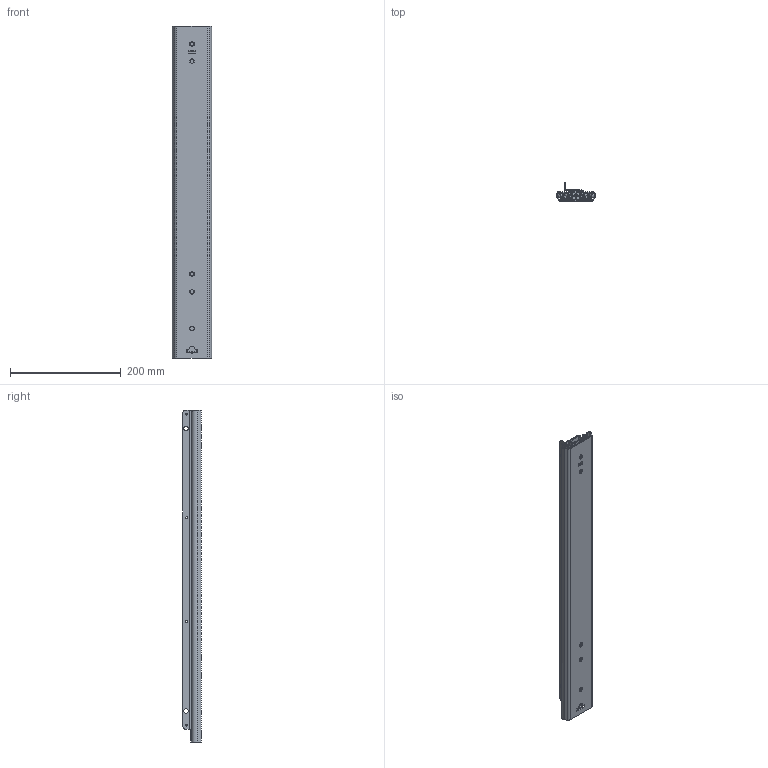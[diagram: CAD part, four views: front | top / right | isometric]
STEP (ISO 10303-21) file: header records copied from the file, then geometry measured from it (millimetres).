
FILE_DESCRIPTION((''),'2;1');
FILE_NAME('101-S07_ASM','2015-05-13T',('w.jans'),(''),'PRO/ENGINEER BY PARAMETRIC TECHNOLOGY CORPORATION, 2003450','PRO/ENGINEER BY PARAMETRIC TECHNOLOGY CORPORATION, 2003450','');
FILE_SCHEMA(('CONFIG_CONTROL_DESIGN'));
Length unit declared in the file: millimetre
Products named in the file (15): 101-S07-SKEL; 511-01-S07-TA1; 511-01-S07-TA1_ASM; 515-4XX-01-S07; 911-073; 515-4XX-01-S07_ASM; 512-01-S07-TA2; 512-01-S07-TA2_ASM; 515-5XX-01-S07; 911-078; 515-5XX-01-S07_ASM; 513-01-S07-TA3; 516-038; 513-01-S07-TA3_ASM; 101-S07_ASM
Assembly tree (68 placements, depth 3):
  101-S07_ASM
    101-S07-SKEL
    511-01-S07-TA1_ASM
      511-01-S07-TA1
    515-4XX-01-S07_ASM
      515-4XX-01-S07
      911-073  x30
    512-01-S07-TA2_ASM
      512-01-S07-TA2
    515-5XX-01-S07_ASM
      515-5XX-01-S07
      911-078  x26
    513-01-S07-TA3_ASM
      513-01-S07-TA3
      516-038
Bounding box: 70.9 x 32.7 x 600 mm (x, y, z)
Volume: 335885.7 mm3; surface area: 413980.7 mm2
Topology: 62 solids, 62 shells, 1274 faces, 3641 edges, 2264 vertices
Faces by surface type: plane 646, cylinder 460, sphere 112, torus 32, cone 24
Entity records: 40121 total; most frequent: CARTESIAN_POINT 8216, DIRECTION 6767, ORIENTED_EDGE 6618, EDGE_CURVE 3309, AXIS2_PLACEMENT_3D 2288, VECTOR 2191, LINE 2191, VERTEX_POINT 2156
